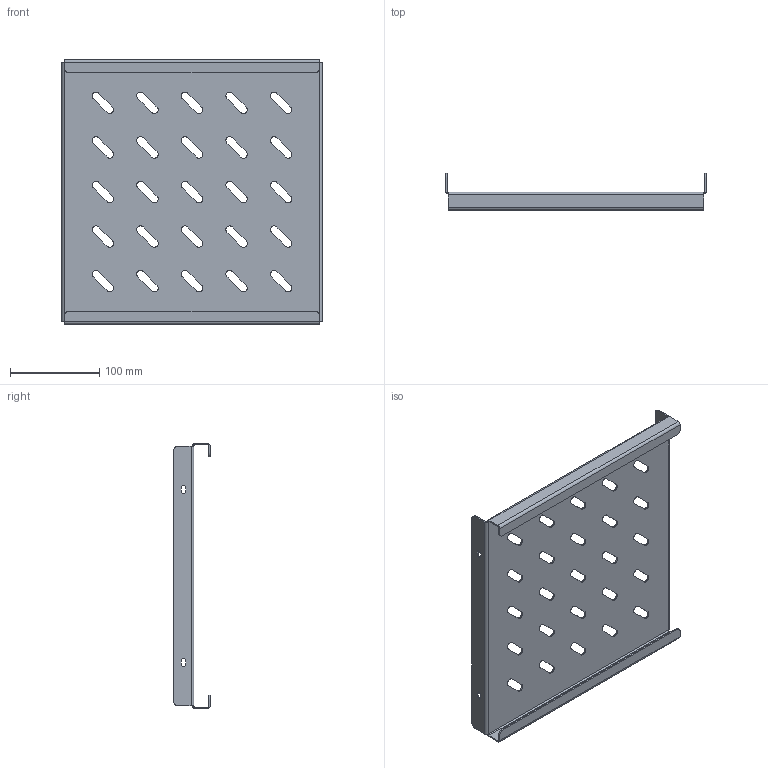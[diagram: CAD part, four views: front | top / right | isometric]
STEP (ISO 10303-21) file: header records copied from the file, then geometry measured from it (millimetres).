
FILE_DESCRIPTION (( 'STEP AP214' ), '1' );
FILE_NAME ('945.245.STEP', '2024-09-20T10:58:24', ( '' ), ( '' ), 'SwSTEP 2.0', 'SolidWorks 2021', '' );
FILE_SCHEMA (( 'AUTOMOTIVE_DESIGN' ));
Length unit declared in the file: millimetre
Products named in the file (1): 945.245
Bounding box: 292 x 41 x 297 mm (x, y, z)
Volume: 163857.9 mm3; surface area: 223316.1 mm2
Topology: 1 solids, 1 shells, 193 faces, 545 edges, 354 vertices
Faces by surface type: cylinder 103, plane 90
Entity records: 6431 total; most frequent: DIRECTION 1139, CARTESIAN_POINT 1093, ORIENTED_EDGE 1090, EDGE_CURVE 545, AXIS2_PLACEMENT_3D 400, VERTEX_POINT 354, VECTOR 339, LINE 339
